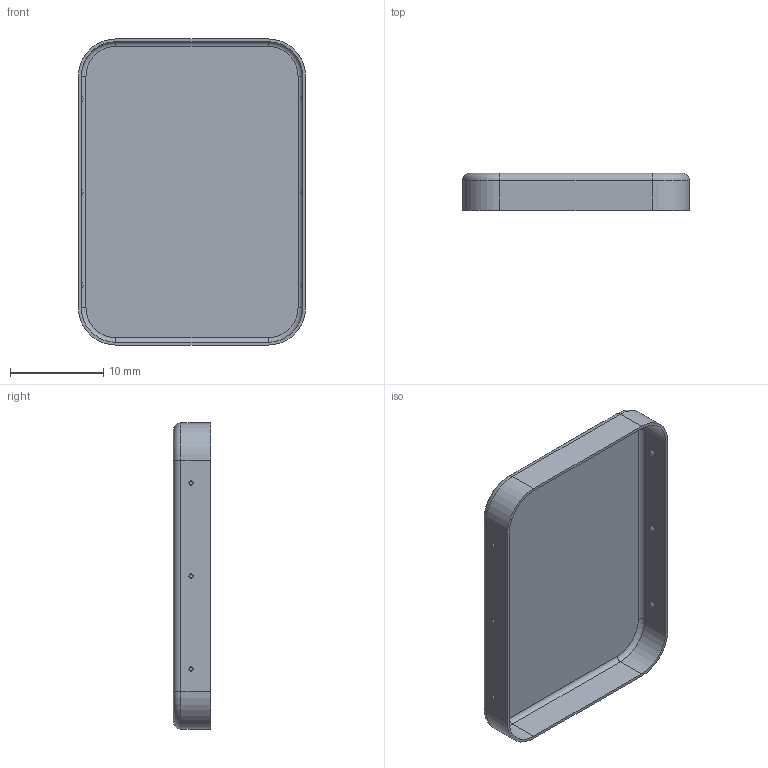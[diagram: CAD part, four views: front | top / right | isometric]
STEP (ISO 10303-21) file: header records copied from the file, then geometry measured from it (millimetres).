
FILE_DESCRIPTION( ( 'Unknown' ), '1' );
FILE_NAME( '36713239.stp', 'Unknown', ( 'Unknown' ), ( 'Unknown' ), 'PSStep 21.0.46', 'Unknown', ' ' );
FILE_SCHEMA( ( 'AUTOMOTIVE_DESIGN { 1 0 10303 214 1 1 1 1 }' ) );
Length unit declared in the file: millimetre
Products named in the file (1): MS323-30C
Bounding box: 24.4 x 4 x 32.9 mm (x, y, z)
Volume: 346.4 mm3; surface area: 2341.8 mm2
Topology: 1 solids, 1 shells, 47 faces, 92 edges, 60 vertices
Faces by surface type: cylinder 16, sphere 12, plane 11, torus 8
Entity records: 1618 total; most frequent: DIRECTION 240, CARTESIAN_POINT 200, ORIENTED_EDGE 184, AXIS2_PLACEMENT_3D 100, EDGE_CURVE 92, EDGE_LOOP 60, VERTEX_POINT 60, CIRCLE 52
